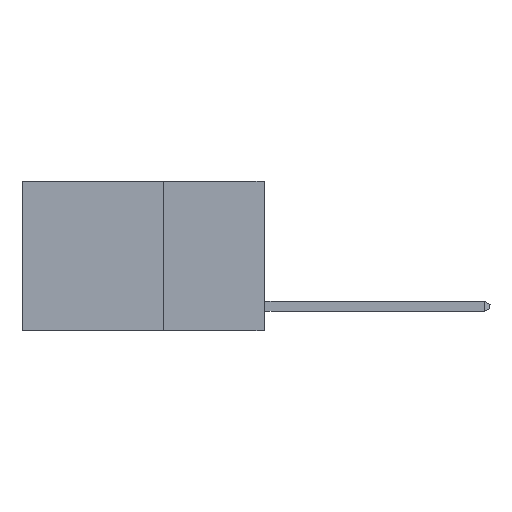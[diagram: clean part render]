
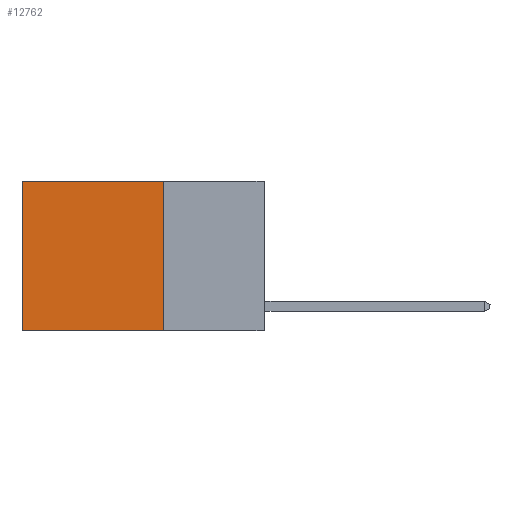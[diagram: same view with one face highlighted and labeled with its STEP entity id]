
A CAD part, left-side view. The second image highlights one B-rep face of the part: STEP entity #12762.
In plain terms, the highlighted planar face has unit normal (-1, 0, 0).
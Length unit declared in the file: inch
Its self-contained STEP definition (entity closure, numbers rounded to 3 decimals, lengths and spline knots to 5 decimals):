
#28 = FACE_OUTER_BOUND ( 'NONE', #18768, .T. ) ;
#1281 = AXIS2_PLACEMENT_3D ( 'NONE', #14928, #2432, #7279 ) ;
#2086 = VECTOR ( 'NONE', #15188, 39.37008 ) ;
#2432 = DIRECTION ( 'NONE',  ( 1., 0., 0. ) ) ;
#3099 = CARTESIAN_POINT ( 'NONE',  ( 0.2625, 0.25, -0.37 ) ) ;
#4413 = EDGE_CURVE ( 'NONE', #19570, #18143, #11932, .T. ) ;
#4803 = CARTESIAN_POINT ( 'NONE',  ( 0.2625, 0.6, 0. ) ) ;
#5460 = CARTESIAN_POINT ( 'NONE',  ( 0.2625, 0.6, 0. ) ) ;
#6383 = CARTESIAN_POINT ( 'NONE',  ( 0.2625, 0.25, 0. ) ) ;
#7279 = DIRECTION ( 'NONE',  ( 0., 0., -1. ) ) ;
#7629 = VECTOR ( 'NONE', #8403, 39.37008 ) ;
#7790 = VERTEX_POINT ( 'NONE', #3099 ) ;
#8403 = DIRECTION ( 'NONE',  ( 0., 0., -1. ) ) ;
#8929 = ORIENTED_EDGE ( 'NONE', *, *, #12081, .T. ) ;
#10999 = CARTESIAN_POINT ( 'NONE',  ( 0.2625, 0.25, -0.37 ) ) ;
#11098 = ORIENTED_EDGE ( 'NONE', *, *, #16747, .F. ) ;
#11413 = CARTESIAN_POINT ( 'NONE',  ( 0.2625, 0.25, 0. ) ) ;
#11870 = LINE ( 'NONE', #6383, #13589 ) ;
#11932 = LINE ( 'NONE', #4803, #2086 ) ;
#12081 = EDGE_CURVE ( 'NONE', #17970, #19570, #11870, .T. ) ;
#12762 = ADVANCED_FACE ( 'NONE', ( #28 ), #17344, .F. ) ;
#12858 = DIRECTION ( 'NONE',  ( 0., 1., 0. ) ) ;
#13079 = LINE ( 'NONE', #10999, #22664 ) ;
#13589 = VECTOR ( 'NONE', #15591, 39.37008 ) ;
#13770 = CARTESIAN_POINT ( 'NONE',  ( 0.2625, 0.25, 0. ) ) ;
#13980 = EDGE_CURVE ( 'NONE', #17970, #7790, #19060, .T. ) ;
#14928 = CARTESIAN_POINT ( 'NONE',  ( 0.2625, 0.25, 0. ) ) ;
#15188 = DIRECTION ( 'NONE',  ( 0., 0., -1. ) ) ;
#15591 = DIRECTION ( 'NONE',  ( 0., 1., 0. ) ) ;
#16747 = EDGE_CURVE ( 'NONE', #7790, #18143, #13079, .T. ) ;
#17344 = PLANE ( 'NONE',  #1281 ) ;
#17970 = VERTEX_POINT ( 'NONE', #11413 ) ;
#18143 = VERTEX_POINT ( 'NONE', #22408 ) ;
#18768 = EDGE_LOOP ( 'NONE', ( #21766, #11098, #22101, #8929 ) ) ;
#19060 = LINE ( 'NONE', #13770, #7629 ) ;
#19570 = VERTEX_POINT ( 'NONE', #5460 ) ;
#21766 = ORIENTED_EDGE ( 'NONE', *, *, #4413, .T. ) ;
#22101 = ORIENTED_EDGE ( 'NONE', *, *, #13980, .F. ) ;
#22408 = CARTESIAN_POINT ( 'NONE',  ( 0.2625, 0.6, -0.37 ) ) ;
#22664 = VECTOR ( 'NONE', #12858, 39.37008 ) ;
